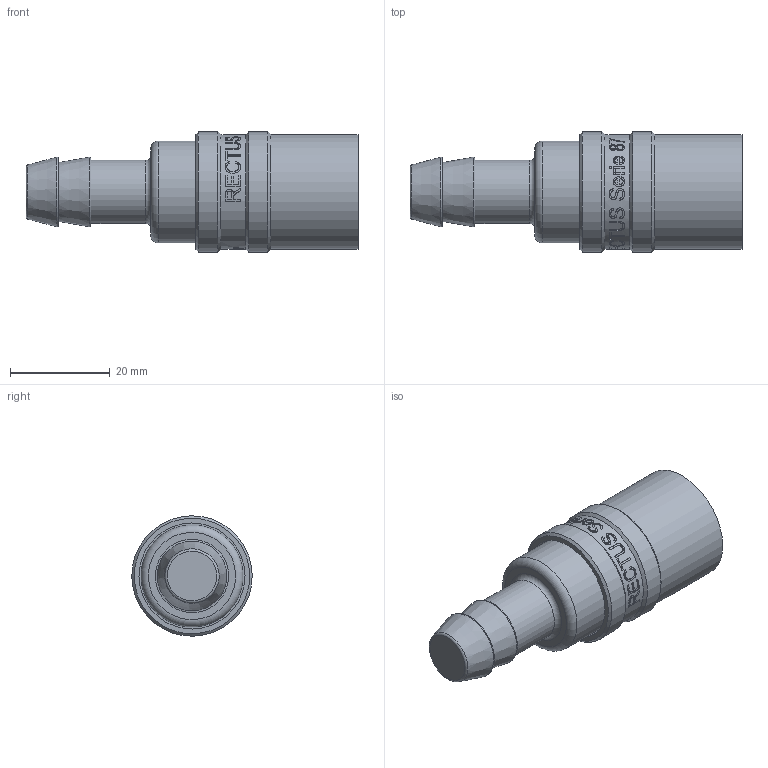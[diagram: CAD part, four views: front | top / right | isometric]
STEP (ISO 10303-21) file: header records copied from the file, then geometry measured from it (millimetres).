
FILE_DESCRIPTION((''),'2;1');
FILE_NAME('87kftf13mvx.stp','2013-11-22T08:15:19',('IA176480'),(''),'Autodesk Inventor 2013','Autodesk Inventor 2013','');
FILE_SCHEMA(('AUTOMOTIVE_DESIGN { 1 0 10303 214 1 1 1 1 }'));
Length unit declared in the file: millimetre
Products named in the file (1): D108545
Bounding box: 66.55 x 24.15 x 24.15 mm (x, y, z)
Volume: 18307.7 mm3; surface area: 9423.5 mm2
Topology: 2 solids, 3 shells, 448 faces, 1174 edges, 781 vertices
Faces by surface type: bspline 229, plane 140, cylinder 58, cone 15, torus 6
Full cylindrical faces by diameter (mm): 12.7 x1, 16.45 x1, 17.25 x1, 17.5 x1, 18 x2, 18.75 x1, 20.5 x1, 21.05 x1, 21.25 x1, 23 x2, 24.15 x2
Entity records: 68567 total; most frequent: CARTESIAN_POINT 59402, ORIENTED_EDGE 2252, EDGE_CURVE 1126, DIRECTION 1082, VERTEX_POINT 768, B_SPLINE_CURVE_WITH_KNOTS 593, EDGE_LOOP 536, FACE_OUTER_BOUND 448
